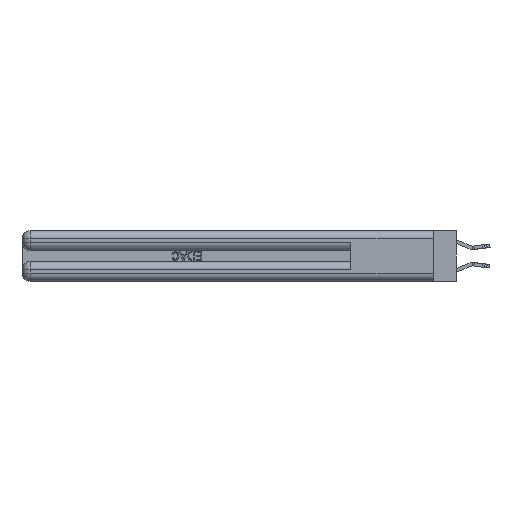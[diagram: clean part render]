
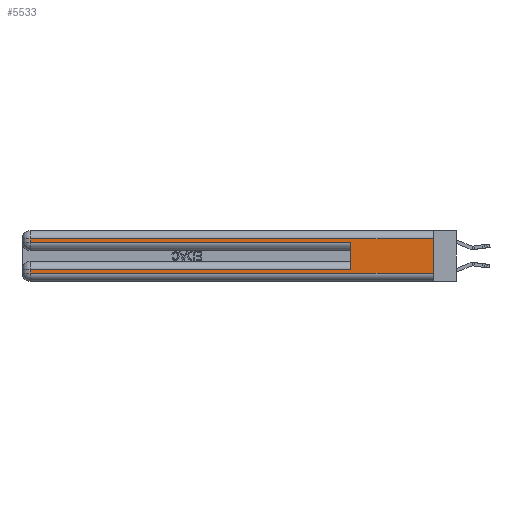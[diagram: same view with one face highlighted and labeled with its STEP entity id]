
A CAD part, left-side view. The second image highlights one B-rep face of the part: STEP entity #5533.
In plain terms, the highlighted planar face has unit normal (-1, 0, 0).
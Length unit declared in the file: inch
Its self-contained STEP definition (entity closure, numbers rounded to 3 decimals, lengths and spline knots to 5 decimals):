
#61 = LINE ( 'NONE', #30552, #32944 ) ;
#2055 = EDGE_CURVE ( 'NONE', #12857, #29564, #5021, .T. ) ;
#2194 = LINE ( 'NONE', #28404, #15184 ) ;
#3431 = CARTESIAN_POINT ( 'NONE',  ( 0., 2.94, 0.085 ) ) ;
#4399 = EDGE_LOOP ( 'NONE', ( #32257, #22295, #8484, #7303, #14671, #10211, #28422, #4596 ) ) ;
#4596 = ORIENTED_EDGE ( 'NONE', *, *, #27555, .T. ) ;
#5021 = LINE ( 'NONE', #13614, #26560 ) ;
#5533 = ADVANCED_FACE ( 'NONE', ( #14414 ), #21411, .F. ) ;
#5837 = CARTESIAN_POINT ( 'NONE',  ( 0., 0., 0.37 ) ) ;
#5959 = VERTEX_POINT ( 'NONE', #15470 ) ;
#6285 = VERTEX_POINT ( 'NONE', #19412 ) ;
#6509 = VERTEX_POINT ( 'NONE', #28244 ) ;
#7231 = VECTOR ( 'NONE', #12390, 39.37008 ) ;
#7281 = CARTESIAN_POINT ( 'NONE',  ( 0., 0., 0.085 ) ) ;
#7303 = ORIENTED_EDGE ( 'NONE', *, *, #27989, .T. ) ;
#7726 = EDGE_CURVE ( 'NONE', #6509, #19768, #61, .T. ) ;
#8463 = DIRECTION ( 'NONE',  ( 0., 0., -1. ) ) ;
#8484 = ORIENTED_EDGE ( 'NONE', *, *, #7726, .T. ) ;
#9202 = AXIS2_PLACEMENT_3D ( 'NONE', #5837, #24009, #8463 ) ;
#10211 = ORIENTED_EDGE ( 'NONE', *, *, #17662, .T. ) ;
#10423 = CARTESIAN_POINT ( 'NONE',  ( 0., 2.94, 0.285 ) ) ;
#10684 = CARTESIAN_POINT ( 'NONE',  ( 0., 0., 0.06 ) ) ;
#11120 = CARTESIAN_POINT ( 'NONE',  ( 0., 0.6, 0.145 ) ) ;
#11966 = LINE ( 'NONE', #21559, #24170 ) ;
#12390 = DIRECTION ( 'NONE',  ( 0., 1., 0. ) ) ;
#12857 = VERTEX_POINT ( 'NONE', #3431 ) ;
#13187 = VERTEX_POINT ( 'NONE', #17601 ) ;
#13280 = DIRECTION ( 'NONE',  ( 0., -1., 0. ) ) ;
#13614 = CARTESIAN_POINT ( 'NONE',  ( 0., 2.94, 0.37 ) ) ;
#13721 = DIRECTION ( 'NONE',  ( 0., 0., -1. ) ) ;
#13744 = DIRECTION ( 'NONE',  ( 0., 0., 1. ) ) ;
#14169 = VECTOR ( 'NONE', #32899, 39.37008 ) ;
#14414 = FACE_OUTER_BOUND ( 'NONE', #4399, .T. ) ;
#14671 = ORIENTED_EDGE ( 'NONE', *, *, #19343, .F. ) ;
#15184 = VECTOR ( 'NONE', #24418, 39.37008 ) ;
#15470 = CARTESIAN_POINT ( 'NONE',  ( 0., 0.6, 0.085 ) ) ;
#15734 = EDGE_CURVE ( 'NONE', #22669, #6509, #2194, .T. ) ;
#16117 = CARTESIAN_POINT ( 'NONE',  ( 0., 2.94, 0.06 ) ) ;
#16220 = DIRECTION ( 'NONE',  ( 0., 0., -1. ) ) ;
#17579 = CARTESIAN_POINT ( 'NONE',  ( 0., 0., 0.285 ) ) ;
#17601 = CARTESIAN_POINT ( 'NONE',  ( 0., 0.6, 0.285 ) ) ;
#17616 = DIRECTION ( 'NONE',  ( 0., 0., -1. ) ) ;
#17662 = EDGE_CURVE ( 'NONE', #5959, #12857, #27952, .T. ) ;
#19343 = EDGE_CURVE ( 'NONE', #5959, #13187, #19361, .T. ) ;
#19361 = LINE ( 'NONE', #11120, #32364 ) ;
#19412 = CARTESIAN_POINT ( 'NONE',  ( 0., 0., 0.06 ) ) ;
#19768 = VERTEX_POINT ( 'NONE', #10423 ) ;
#20361 = CARTESIAN_POINT ( 'NONE',  ( 0., 0., 0.31 ) ) ;
#21086 = LINE ( 'NONE', #17579, #14169 ) ;
#21411 = PLANE ( 'NONE',  #9202 ) ;
#21559 = CARTESIAN_POINT ( 'NONE',  ( 0., 0., 0.37 ) ) ;
#22295 = ORIENTED_EDGE ( 'NONE', *, *, #15734, .T. ) ;
#22669 = VERTEX_POINT ( 'NONE', #20361 ) ;
#23740 = EDGE_CURVE ( 'NONE', #22669, #6285, #11966, .T. ) ;
#24009 = DIRECTION ( 'NONE',  ( 1., 0., 0. ) ) ;
#24170 = VECTOR ( 'NONE', #13721, 39.37008 ) ;
#24418 = DIRECTION ( 'NONE',  ( 0., 1., 0. ) ) ;
#24763 = VECTOR ( 'NONE', #13280, 39.37008 ) ;
#25565 = LINE ( 'NONE', #10684, #24763 ) ;
#26560 = VECTOR ( 'NONE', #16220, 39.37008 ) ;
#27555 = EDGE_CURVE ( 'NONE', #29564, #6285, #25565, .T. ) ;
#27952 = LINE ( 'NONE', #7281, #7231 ) ;
#27989 = EDGE_CURVE ( 'NONE', #19768, #13187, #21086, .T. ) ;
#28244 = CARTESIAN_POINT ( 'NONE',  ( 0., 2.94, 0.31 ) ) ;
#28404 = CARTESIAN_POINT ( 'NONE',  ( 0., 0., 0.31 ) ) ;
#28422 = ORIENTED_EDGE ( 'NONE', *, *, #2055, .T. ) ;
#29564 = VERTEX_POINT ( 'NONE', #16117 ) ;
#30552 = CARTESIAN_POINT ( 'NONE',  ( 0., 2.94, 0.37 ) ) ;
#32257 = ORIENTED_EDGE ( 'NONE', *, *, #23740, .F. ) ;
#32364 = VECTOR ( 'NONE', #13744, 39.37008 ) ;
#32899 = DIRECTION ( 'NONE',  ( 0., -1., 0. ) ) ;
#32944 = VECTOR ( 'NONE', #17616, 39.37008 ) ;
